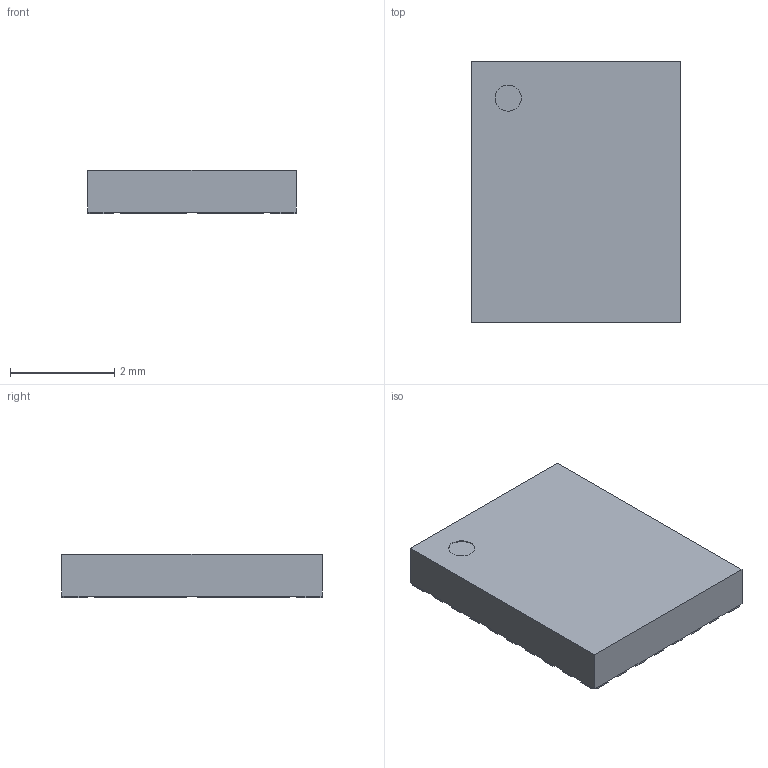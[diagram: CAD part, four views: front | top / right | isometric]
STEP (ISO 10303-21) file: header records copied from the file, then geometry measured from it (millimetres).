
FILE_DESCRIPTION(/* description */ (''),/* implementation_level */ '2;1');
FILE_NAME(/* name */ 'ANALOG LQFN-28 5x4x0.74mm.step',/* time_stamp */ '2020-03-19T21:34:14+00:00',/* author */ (''),/* organization */ (''),/* preprocessor_version */ 'ST-DEVELOPER v18',/* originating_system */ 'Autodesk Translation Framework v8.12.0.6',/* authorisation */ '');
FILE_SCHEMA (('AUTOMOTIVE_DESIGN { 1 0 10303 214 3 1 1 }'));
Length unit declared in the file: millimetre
Products named in the file (1): ANALOG LQFN-28 (5mm × 4mm × 0.74mm)
Bounding box: 4 x 5 x 0.83 mm (x, y, z)
Volume: 16.3 mm3; surface area: 56.4 mm2
Topology: 1 solids, 1 shells, 196 faces, 495 edges, 306 vertices
Faces by surface type: plane 167, cylinder 29
Full cylindrical faces by diameter (mm): 0.5 x1
Entity records: 5787 total; most frequent: CARTESIAN_POINT 998, ORIENTED_EDGE 990, DIRECTION 947, EDGE_CURVE 495, LINE 437, VECTOR 437, VERTEX_POINT 306, AXIS2_PLACEMENT_3D 255
